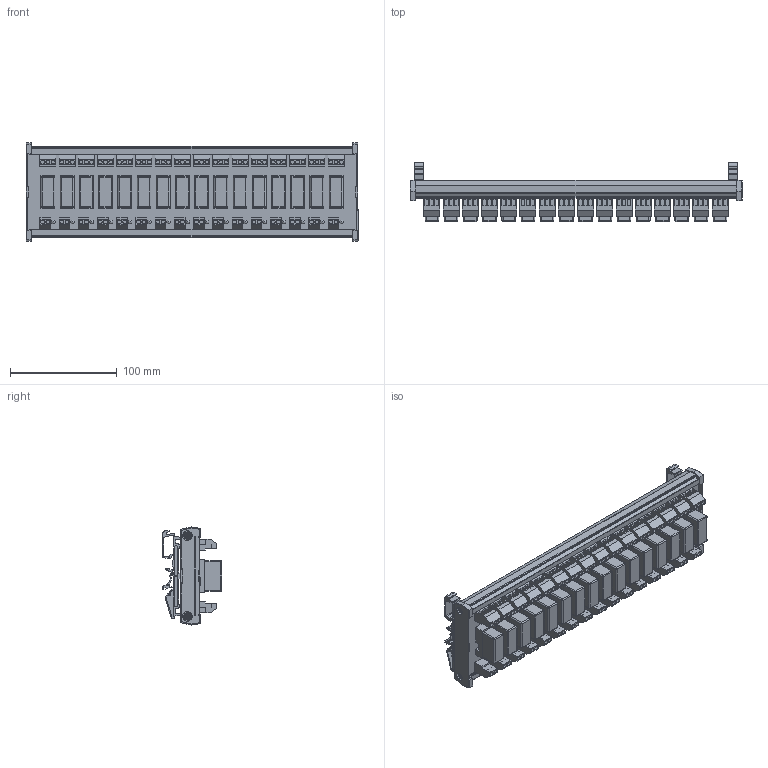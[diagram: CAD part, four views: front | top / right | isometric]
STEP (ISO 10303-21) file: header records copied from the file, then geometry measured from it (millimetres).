
FILE_DESCRIPTION((''),'2;1');
FILE_NAME('RC1_RM1 isolated 16 channel.stp','2015-01-05T14:33:42',('roland'),(''),'Autodesk Inventor 2013','Autodesk Inventor 2013','');
FILE_SCHEMA(('CONFIG_CONTROL_DESIGN'));
Length unit declared in the file: millimetre
Products named in the file (11): RC1_RM1 isolated 16 channel; RC1 16 channel; 3 hole green; 2 hole green; light; GD50; RM84; 311; BASE SIDE; BS EN ISO 7045 Z - Metric M2.5 x 10 - 4.8 - Z; BASE LEGS
Assembly tree (90 placements, depth 2):
  RC1_RM1 isolated 16 channel
    RC1 16 channel
    3 hole green  x16
    2 hole green  x16
    light  x16
    GD50  x16
    RM84  x16
    311
    BASE SIDE  x2
    BS EN ISO 7045 Z - Metric M2.5 x 10 - 4.8 - Z  x4
    BASE LEGS  x2
Bounding box: 311 x 55.39 x 91.98 mm (x, y, z)
Volume: 319394 mm3; surface area: 285313 mm2
Topology: 90 solids, 90 shells, 4331 faces, 10461 edges, 6674 vertices
Faces by surface type: plane 3314, cylinder 705, sphere 212, cone 64, torus 36
Full cylindrical faces by diameter (mm): 1.5 x128, 2.256 x4, 2.5 x4, 3 x96, 3.2 x4, 3.3 x16, 3.5 x16, 3.75 x80, 5 x16, 7 x4, 9 x4
Entity records: 25222 total; most frequent: CARTESIAN_POINT 4518, DIRECTION 4193, ORIENTED_EDGE 3882, EDGE_CURVE 1941, AXIS2_PLACEMENT_3D 1419, VERTEX_POINT 1356, VECTOR 1355, LINE 1355
